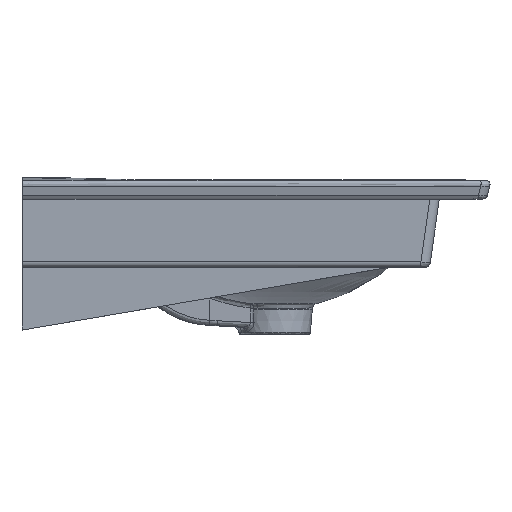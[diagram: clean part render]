
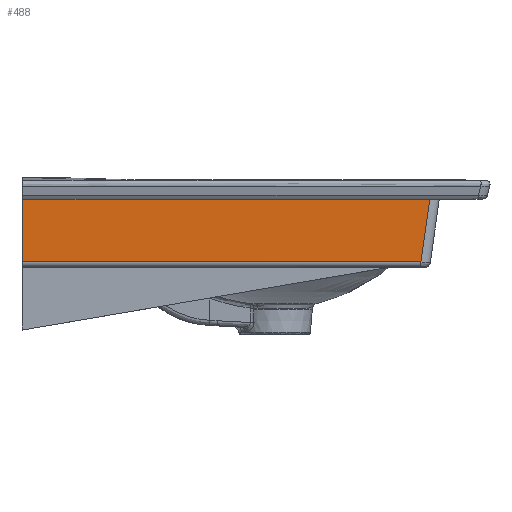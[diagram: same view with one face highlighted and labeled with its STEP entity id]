
A CAD part, left-side view. The second image highlights one B-rep face of the part: STEP entity #488.
In plain terms, the highlighted planar face has unit normal (-0.999, 0, -0.035).
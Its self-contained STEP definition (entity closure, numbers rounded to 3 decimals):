
#144=LINE('',#20868,#206);
#145=LINE('',#20870,#207);
#206=VECTOR('',#3827,1.);
#207=VECTOR('',#3828,1.);
#368=PLANE('',#3651);
#488=ADVANCED_FACE('',(#744),#368,.T.);
#744=FACE_OUTER_BOUND('',#942,.T.);
#942=EDGE_LOOP('',(#1407,#1408,#1409,#1410));
#1407=ORIENTED_EDGE('',*,*,#2695,.T.);
#1408=ORIENTED_EDGE('',*,*,#2822,.T.);
#1409=ORIENTED_EDGE('',*,*,#2823,.T.);
#1410=ORIENTED_EDGE('',*,*,#2819,.F.);
#2310=VERTEX_POINT('',#13291);
#2311=VERTEX_POINT('',#13296);
#2394=VERTEX_POINT('',#20828);
#2396=VERTEX_POINT('',#20869);
#2695=EDGE_CURVE('',#2311,#2310,#3250,.T.);
#2819=EDGE_CURVE('',#2311,#2394,#3348,.T.);
#2822=EDGE_CURVE('',#2310,#2396,#144,.T.);
#2823=EDGE_CURVE('',#2396,#2394,#145,.T.);
#3250=B_SPLINE_CURVE_WITH_KNOTS('',3,(#13292,#13293,#13294,#13295),
 .UNSPECIFIED.,.F.,.F.,(4,4),(0.,1.),.UNSPECIFIED.);
#3348=B_SPLINE_CURVE_WITH_KNOTS('',3,(#20824,#20825,#20826,#20827),
 .UNSPECIFIED.,.F.,.F.,(4,4),(0.,1.),.UNSPECIFIED.);
#3651=AXIS2_PLACEMENT_3D('',#20871,#3829,#3830);
#3827=DIRECTION('',(0.,-1.,0.));
#3828=DIRECTION('',(-0.035,-0.139,0.99));
#3829=DIRECTION('',(-0.999,0.,-0.035));
#3830=DIRECTION('',(-0.035,0.,0.999));
#13291=CARTESIAN_POINT('',(-597.706,-0.016,-87.209));
#13292=CARTESIAN_POINT('',(-600.129,-0.016,-17.826));
#13293=CARTESIAN_POINT('',(-599.321,-0.016,-40.953));
#13294=CARTESIAN_POINT('',(-598.513,-0.016,-64.081));
#13295=CARTESIAN_POINT('',(-597.706,-0.016,-87.209));
#13296=CARTESIAN_POINT('',(-600.129,-0.016,-17.825));
#20824=CARTESIAN_POINT('',(-600.129,500000.,-17.826));
#20825=CARTESIAN_POINT('',(-600.129,166666.667,-17.826));
#20826=CARTESIAN_POINT('',(-600.129,-166666.667,-17.826));
#20827=CARTESIAN_POINT('',(-600.129,-500000.,-17.826));
#20828=CARTESIAN_POINT('',(-600.129,-436.152,-17.826));
#20868=CARTESIAN_POINT('',(-597.706,-425.587,-87.209));
#20869=CARTESIAN_POINT('',(-597.706,-426.401,-87.209));
#20870=CARTESIAN_POINT('',(-596.906,-423.18,-110.126));
#20871=CARTESIAN_POINT('',(-599.029,10.,-49.321));
